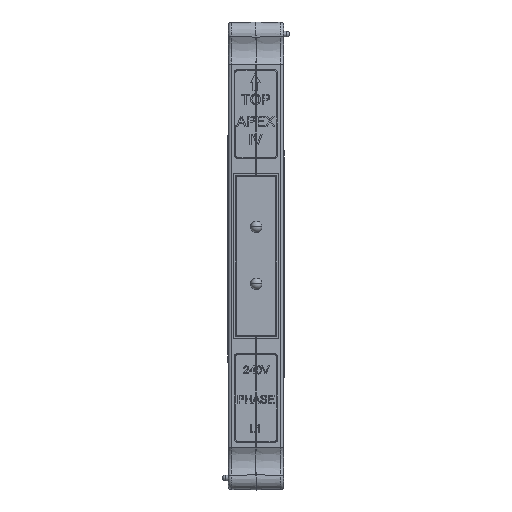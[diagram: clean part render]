
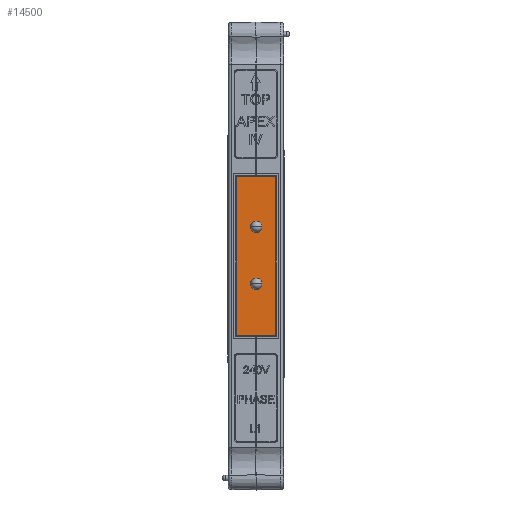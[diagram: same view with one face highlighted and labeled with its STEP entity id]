
A CAD part, top view. The second image highlights one B-rep face of the part: STEP entity #14500.
In plain terms, the highlighted planar face has unit normal (0, 0, 1).
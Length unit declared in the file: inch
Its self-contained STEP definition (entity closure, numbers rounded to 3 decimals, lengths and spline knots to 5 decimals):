
#51 = VERTEX_POINT ( 'NONE', #35630 ) ;
#763 = EDGE_CURVE ( 'NONE', #1261, #1769, #37615, .T. ) ;
#1227 = ORIENTED_EDGE ( 'NONE', *, *, #21282, .F. ) ;
#1261 = VERTEX_POINT ( 'NONE', #43882 ) ;
#1769 = VERTEX_POINT ( 'NONE', #15670 ) ;
#1787 = ORIENTED_EDGE ( 'NONE', *, *, #35460, .F. ) ;
#2306 = FACE_BOUND ( 'NONE', #15425, .T. ) ;
#2726 = LINE ( 'NONE', #38515, #30786 ) ;
#5287 = VECTOR ( 'NONE', #30741, 39.37008 ) ;
#5333 = VERTEX_POINT ( 'NONE', #34229 ) ;
#6061 = EDGE_CURVE ( 'NONE', #1769, #1261, #31340, .T. ) ;
#6141 = EDGE_LOOP ( 'NONE', ( #48808, #1227, #6818, #1787 ) ) ;
#6818 = ORIENTED_EDGE ( 'NONE', *, *, #7875, .T. ) ;
#7400 = DIRECTION ( 'NONE',  ( -1., 0., 0. ) ) ;
#7486 = VERTEX_POINT ( 'NONE', #40079 ) ;
#7875 = EDGE_CURVE ( 'NONE', #12585, #7486, #46439, .T. ) ;
#8738 = DIRECTION ( 'NONE',  ( -1., 0., 0. ) ) ;
#9861 = DIRECTION ( 'NONE',  ( -1., 0., 0. ) ) ;
#11298 = DIRECTION ( 'NONE',  ( 0., 0., 1. ) ) ;
#12585 = VERTEX_POINT ( 'NONE', #26068 ) ;
#12839 = DIRECTION ( 'NONE',  ( 0., -1., 0. ) ) ;
#13847 = CIRCLE ( 'NONE', #39610, 0.1 ) ;
#14500 = ADVANCED_FACE ( 'NONE', ( #40976, #39719, #2306 ), #43157, .F. ) ;
#15425 = EDGE_LOOP ( 'NONE', ( #36254, #30416 ) ) ;
#15670 = CARTESIAN_POINT ( 'NONE',  ( -1.18975, -0.3968, 0.04 ) ) ;
#15770 = DIRECTION ( 'NONE',  ( 1., 0., 0. ) ) ;
#16403 = CARTESIAN_POINT ( 'NONE',  ( -1.68475, -1.35778, 0.04 ) ) ;
#18083 = DIRECTION ( 'NONE',  ( 1., 0., 0. ) ) ;
#18704 = AXIS2_PLACEMENT_3D ( 'NONE', #23463, #27951, #7400 ) ;
#20311 = CIRCLE ( 'NONE', #49217, 0.1 ) ;
#20828 = ORIENTED_EDGE ( 'NONE', *, *, #49804, .F. ) ;
#21282 = EDGE_CURVE ( 'NONE', #12585, #50858, #37776, .T. ) ;
#21938 = CARTESIAN_POINT ( 'NONE',  ( -1.28975, -0.3968, 0.04 ) ) ;
#22289 = EDGE_CURVE ( 'NONE', #31146, #5333, #13847, .T. ) ;
#22731 = VECTOR ( 'NONE', #31801, 39.37008 ) ;
#23463 = CARTESIAN_POINT ( 'NONE',  ( -1.68475, -1.35778, 0.04 ) ) ;
#23575 = CARTESIAN_POINT ( 'NONE',  ( -1.28975, 0.6032, 0.04 ) ) ;
#25336 = CARTESIAN_POINT ( 'NONE',  ( -1.28975, -0.3968, 0.04 ) ) ;
#26068 = CARTESIAN_POINT ( 'NONE',  ( -0.89475, -1.35778, 0.04 ) ) ;
#26316 = AXIS2_PLACEMENT_3D ( 'NONE', #21938, #42137, #9861 ) ;
#27951 = DIRECTION ( 'NONE',  ( 0., 0., -1. ) ) ;
#30416 = ORIENTED_EDGE ( 'NONE', *, *, #763, .T. ) ;
#30503 = EDGE_LOOP ( 'NONE', ( #31061, #20828 ) ) ;
#30741 = DIRECTION ( 'NONE',  ( -1., 0., 0. ) ) ;
#30786 = VECTOR ( 'NONE', #18083, 39.37008 ) ;
#31061 = ORIENTED_EDGE ( 'NONE', *, *, #22289, .F. ) ;
#31146 = VERTEX_POINT ( 'NONE', #47373 ) ;
#31340 = CIRCLE ( 'NONE', #26316, 0.1 ) ;
#31801 = DIRECTION ( 'NONE',  ( 0., 1., 0. ) ) ;
#33309 = DIRECTION ( 'NONE',  ( 0., 0., -1. ) ) ;
#34229 = CARTESIAN_POINT ( 'NONE',  ( -1.38975, 0.6032, 0.04 ) ) ;
#34965 = CARTESIAN_POINT ( 'NONE',  ( -0.89475, -1.35778, 0.04 ) ) ;
#35460 = EDGE_CURVE ( 'NONE', #51, #7486, #2726, .T. ) ;
#35519 = DIRECTION ( 'NONE',  ( 0., 0., 1. ) ) ;
#35630 = CARTESIAN_POINT ( 'NONE',  ( -1.68475, 1.53222, 0.04 ) ) ;
#35898 = DIRECTION ( 'NONE',  ( 1., 0., 0. ) ) ;
#36254 = ORIENTED_EDGE ( 'NONE', *, *, #6061, .T. ) ;
#36764 = CARTESIAN_POINT ( 'NONE',  ( -1.68475, 1.53222, 0.04 ) ) ;
#37615 = CIRCLE ( 'NONE', #45706, 0.1 ) ;
#37776 = LINE ( 'NONE', #50467, #5287 ) ;
#38515 = CARTESIAN_POINT ( 'NONE',  ( -1.68475, 1.53222, 0.04 ) ) ;
#39610 = AXIS2_PLACEMENT_3D ( 'NONE', #23575, #11298, #35898 ) ;
#39719 = FACE_BOUND ( 'NONE', #30503, .T. ) ;
#40079 = CARTESIAN_POINT ( 'NONE',  ( -0.89475, 1.53222, 0.04 ) ) ;
#40976 = FACE_OUTER_BOUND ( 'NONE', #6141, .T. ) ;
#41636 = VECTOR ( 'NONE', #12839, 39.37008 ) ;
#42137 = DIRECTION ( 'NONE',  ( 0., 0., -1. ) ) ;
#42181 = EDGE_CURVE ( 'NONE', #51, #50858, #51551, .T. ) ;
#43157 = PLANE ( 'NONE',  #18704 ) ;
#43408 = CARTESIAN_POINT ( 'NONE',  ( -1.28975, 0.6032, 0.04 ) ) ;
#43882 = CARTESIAN_POINT ( 'NONE',  ( -1.38975, -0.3968, 0.04 ) ) ;
#45706 = AXIS2_PLACEMENT_3D ( 'NONE', #25336, #33309, #8738 ) ;
#46439 = LINE ( 'NONE', #34965, #22731 ) ;
#47373 = CARTESIAN_POINT ( 'NONE',  ( -1.18975, 0.6032, 0.04 ) ) ;
#48808 = ORIENTED_EDGE ( 'NONE', *, *, #42181, .T. ) ;
#49217 = AXIS2_PLACEMENT_3D ( 'NONE', #43408, #35519, #15770 ) ;
#49804 = EDGE_CURVE ( 'NONE', #5333, #31146, #20311, .T. ) ;
#50467 = CARTESIAN_POINT ( 'NONE',  ( -0.89475, -1.35778, 0.04 ) ) ;
#50858 = VERTEX_POINT ( 'NONE', #16403 ) ;
#51551 = LINE ( 'NONE', #36764, #41636 ) ;
